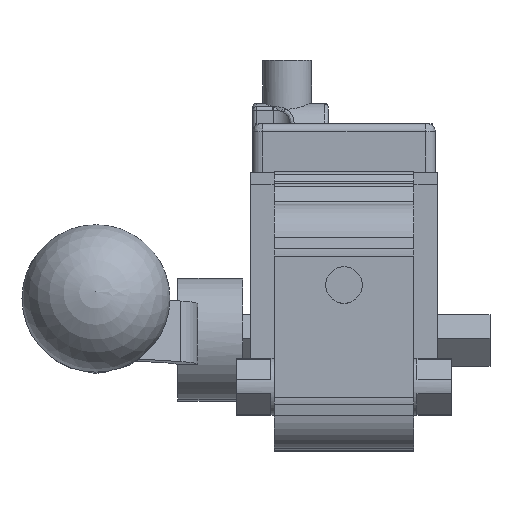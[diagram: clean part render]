
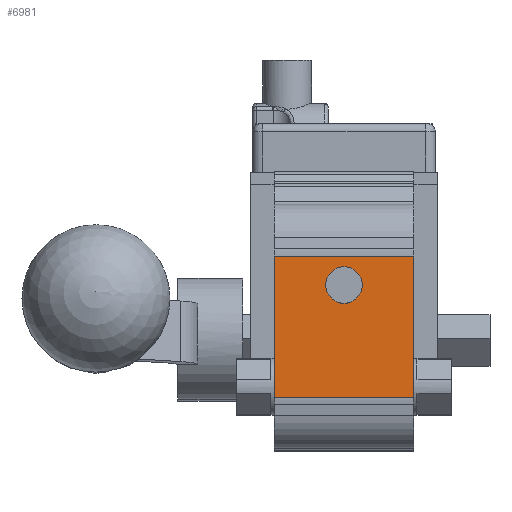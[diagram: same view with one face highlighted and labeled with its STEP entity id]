
A CAD part, top view. The second image highlights one B-rep face of the part: STEP entity #6981.
In plain terms, the highlighted planar face has unit normal (0, 0, 1).
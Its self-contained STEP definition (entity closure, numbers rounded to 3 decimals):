
#119=FACE_BOUND('',#1047,.T.);
#302=PLANE('',#7742);
#618=FACE_OUTER_BOUND('',#1046,.T.);
#1046=EDGE_LOOP('',(#5756,#5757,#5758,#5759));
#1047=EDGE_LOOP('',(#5760));
#1517=LINE('',#11201,#2126);
#1584=LINE('',#11447,#2193);
#1614=LINE('',#11515,#2223);
#1615=LINE('',#11517,#2224);
#2126=VECTOR('',#9033,10.);
#2193=VECTOR('',#9280,10.);
#2223=VECTOR('',#9352,10.);
#2224=VECTOR('',#9355,10.);
#2493=CIRCLE('',#7326,4.5);
#2931=VERTEX_POINT('',#10430);
#3197=VERTEX_POINT('',#11198);
#3198=VERTEX_POINT('',#11200);
#3286=VERTEX_POINT('',#11444);
#3287=VERTEX_POINT('',#11446);
#3651=EDGE_CURVE('',#2931,#2931,#2493,.T.);
#4022=EDGE_CURVE('',#3198,#3197,#1517,.T.);
#4143=EDGE_CURVE('',#3287,#3286,#1584,.T.);
#4178=EDGE_CURVE('',#3197,#3287,#1614,.T.);
#4179=EDGE_CURVE('',#3198,#3286,#1615,.T.);
#5756=ORIENTED_EDGE('',*,*,#4022,.T.);
#5757=ORIENTED_EDGE('',*,*,#4178,.T.);
#5758=ORIENTED_EDGE('',*,*,#4143,.T.);
#5759=ORIENTED_EDGE('',*,*,#4179,.F.);
#5760=ORIENTED_EDGE('',*,*,#3651,.T.);
#6981=ADVANCED_FACE('',(#618,#119),#302,.T.);
#7326=AXIS2_PLACEMENT_3D('',#10432,#8226,#8227);
#7742=AXIS2_PLACEMENT_3D('',#11516,#9353,#9354);
#8226=DIRECTION('center_axis',(0.,0.,-1.));
#8227=DIRECTION('ref_axis',(-1.,0.,0.));
#9033=DIRECTION('',(0.,-1.,0.));
#9280=DIRECTION('',(0.,1.,0.));
#9352=DIRECTION('',(1.,0.,0.));
#9353=DIRECTION('center_axis',(0.,0.,1.));
#9354=DIRECTION('ref_axis',(0.,-1.,0.));
#9355=DIRECTION('',(1.,0.,0.));
#10430=CARTESIAN_POINT('',(4.5,25.,36.5));
#10432=CARTESIAN_POINT('Origin',(0.,25.,36.5));
#11198=CARTESIAN_POINT('',(-17.25,-2.664,36.5));
#11200=CARTESIAN_POINT('',(-17.25,32.164,36.5));
#11201=CARTESIAN_POINT('',(-17.25,16.082,36.5));
#11444=CARTESIAN_POINT('',(17.25,32.164,36.5));
#11446=CARTESIAN_POINT('',(17.25,-2.664,36.5));
#11447=CARTESIAN_POINT('',(17.25,16.082,36.5));
#11515=CARTESIAN_POINT('',(0.,-2.664,36.5));
#11516=CARTESIAN_POINT('Origin',(0.,32.164,36.5));
#11517=CARTESIAN_POINT('',(0.,32.164,36.5));
